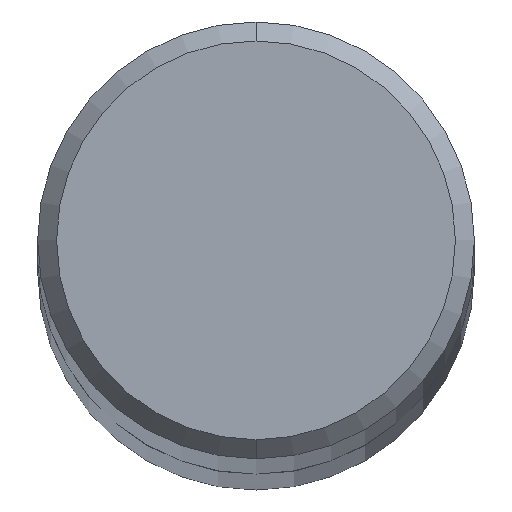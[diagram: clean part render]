
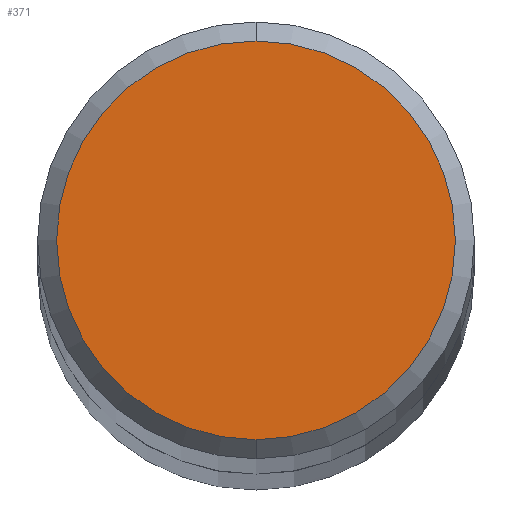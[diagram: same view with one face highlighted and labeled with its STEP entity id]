
A CAD part, top view. The second image highlights one B-rep face of the part: STEP entity #371.
In plain terms, the highlighted planar face has unit normal (0, 0, 1).
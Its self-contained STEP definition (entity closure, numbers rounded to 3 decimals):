
#173=VERTEX_POINT('',#450);
#299=EDGE_CURVE('',#173,#391,#589,.T.);
#319=EDGE_CURVE('',#391,#173,#612,.T.);
#371=ADVANCED_FACE('',(#669),#670,.T.);
#391=VERTEX_POINT('',#691);
#450=CARTESIAN_POINT('',(0.,-1.05,0.0));
#589=CIRCLE('',#1060,1.05);
#612=CIRCLE('',#1113,1.05);
#669=FACE_OUTER_BOUND('',#1192,.T.);
#670=PLANE('',#1193);
#691=CARTESIAN_POINT('',(0.0,1.05,0.0));
#1060=AXIS2_PLACEMENT_3D('',#1502,#1503,#1504);
#1113=AXIS2_PLACEMENT_3D('',#1528,#1529,#1530);
#1192=EDGE_LOOP('',(#1585,#1586));
#1193=AXIS2_PLACEMENT_3D('',#1587,#1588,#1589);
#1502=CARTESIAN_POINT('',(0.0,0.0,0.0));
#1503=DIRECTION('',(0.0,0.0,-1.0));
#1504=DIRECTION('',(0.0,1.0,0.0));
#1528=CARTESIAN_POINT('',(0.0,0.0,0.0));
#1529=DIRECTION('',(0.0,0.0,-1.0));
#1530=DIRECTION('',(0.0,1.0,0.0));
#1585=ORIENTED_EDGE('',*,*,#319,.F.);
#1586=ORIENTED_EDGE('',*,*,#299,.F.);
#1587=CARTESIAN_POINT('',(0.0,0.525,0.0));
#1588=DIRECTION('',(-0.0,0.0,1.0));
#1589=DIRECTION('',(0.0,-1.0,0.0));
